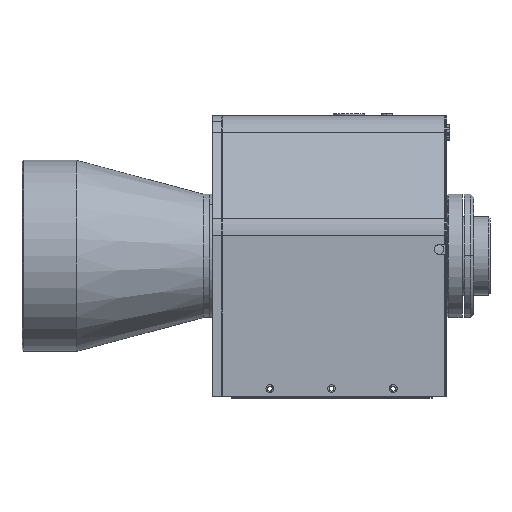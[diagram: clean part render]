
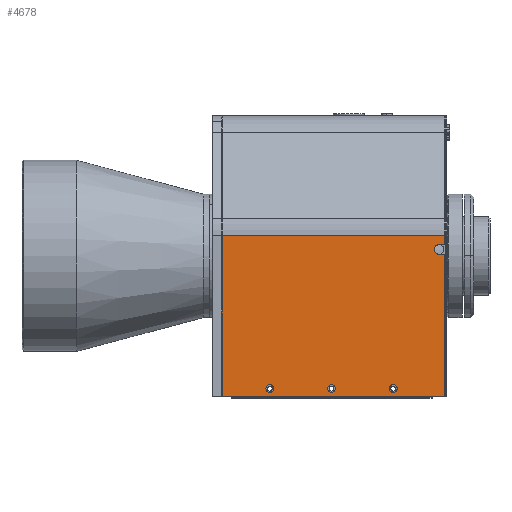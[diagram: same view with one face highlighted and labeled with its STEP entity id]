
A CAD part, top view. The second image highlights one B-rep face of the part: STEP entity #4678.
In plain terms, the highlighted planar face has unit normal (0, 0, 1).
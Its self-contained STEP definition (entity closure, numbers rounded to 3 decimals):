
#55 = CIRCLE ( 'NONE', #13159, 1.5 ) ;
#121 = CIRCLE ( 'NONE', #8580, 1.25 ) ;
#317 = LINE ( 'NONE', #1491, #14455 ) ;
#533 = VECTOR ( 'NONE', #2229, 1000. ) ;
#572 = ORIENTED_EDGE ( 'NONE', *, *, #14257, .F. ) ;
#935 = DIRECTION ( 'NONE',  ( 0., 0., 1. ) ) ;
#1182 = CARTESIAN_POINT ( 'NONE',  ( -43.595, -41.85, 49.002 ) ) ;
#1260 = EDGE_CURVE ( 'NONE', #5550, #13302, #317, .T. ) ;
#1306 = ORIENTED_EDGE ( 'NONE', *, *, #10557, .T. ) ;
#1349 = DIRECTION ( 'NONE',  ( 0., 0., 1. ) ) ;
#1363 = DIRECTION ( 'NONE',  ( 0., 0., 1. ) ) ;
#1491 = CARTESIAN_POINT ( 'NONE',  ( -262.307, -45.6, 49.002 ) ) ;
#1568 = ORIENTED_EDGE ( 'NONE', *, *, #13022, .F. ) ;
#1690 = ORIENTED_EDGE ( 'NONE', *, *, #16509, .F. ) ;
#2131 = LINE ( 'NONE', #2880, #5726 ) ;
#2229 = DIRECTION ( 'NONE',  ( 0., 1., 0. ) ) ;
#2316 = ORIENTED_EDGE ( 'NONE', *, *, #5036, .F. ) ;
#2554 = VECTOR ( 'NONE', #4628, 1000. ) ;
#2746 = VECTOR ( 'NONE', #8854, 1000. ) ;
#2756 = AXIS2_PLACEMENT_3D ( 'NONE', #5462, #15083, #6866 ) ;
#2827 = CARTESIAN_POINT ( 'NONE',  ( -99.07, -45.6, 49.002 ) ) ;
#2880 = CARTESIAN_POINT ( 'NONE',  ( -262.307, 6.452, 49. ) ) ;
#2895 = VECTOR ( 'NONE', #15201, 1000. ) ;
#2911 = DIRECTION ( 'NONE',  ( -1., 0., 0. ) ) ;
#3049 = VERTEX_POINT ( 'NONE', #12905 ) ;
#3052 = CARTESIAN_POINT ( 'NONE',  ( -63.595, -44.35, 49.002 ) ) ;
#3073 = EDGE_CURVE ( 'NONE', #13302, #13939, #13657, .T. ) ;
#3279 = CARTESIAN_POINT ( 'NONE',  ( -26.82, -45.6, 49.002 ) ) ;
#3352 = EDGE_CURVE ( 'NONE', #6414, #10080, #121, .T. ) ;
#3387 = CARTESIAN_POINT ( 'NONE',  ( -83.595, -43.1, 49.002 ) ) ;
#3608 = CARTESIAN_POINT ( 'NONE',  ( -99.07, 6.452, 49. ) ) ;
#3652 = EDGE_CURVE ( 'NONE', #12190, #17587, #14052, .T. ) ;
#3832 = VERTEX_POINT ( 'NONE', #10803 ) ;
#3909 = CARTESIAN_POINT ( 'NONE',  ( -63.595, -41.85, 49.002 ) ) ;
#3937 = CARTESIAN_POINT ( 'NONE',  ( -83.595, -41.85, 49.002 ) ) ;
#4052 = CARTESIAN_POINT ( 'NONE',  ( -63.595, -43.1, 49.002 ) ) ;
#4247 = CARTESIAN_POINT ( 'NONE',  ( -28.82, 3.502, 49. ) ) ;
#4253 = VERTEX_POINT ( 'NONE', #1182 ) ;
#4308 = VERTEX_POINT ( 'NONE', #5372 ) ;
#4628 = DIRECTION ( 'NONE',  ( 1., 0., 0. ) ) ;
#4678 = ADVANCED_FACE ( 'NONE', ( #11884, #12280, #4996, #15497 ), #12039, .F. ) ;
#4749 = DIRECTION ( 'NONE',  ( 0., 1., 0. ) ) ;
#4845 = CARTESIAN_POINT ( 'NONE',  ( -26.82, 6.452, 49. ) ) ;
#4890 = ORIENTED_EDGE ( 'NONE', *, *, #15285, .F. ) ;
#4996 = FACE_BOUND ( 'NONE', #9264, .T. ) ;
#5036 = EDGE_CURVE ( 'NONE', #12030, #3049, #55, .T. ) ;
#5360 = DIRECTION ( 'NONE',  ( 0., 0., -1. ) ) ;
#5372 = CARTESIAN_POINT ( 'NONE',  ( -26.82, 3.502, 49. ) ) ;
#5402 = DIRECTION ( 'NONE',  ( 0., 1., 0. ) ) ;
#5462 = CARTESIAN_POINT ( 'NONE',  ( -63.595, -43.1, 49.002 ) ) ;
#5471 = EDGE_LOOP ( 'NONE', ( #2316, #7073, #1306, #8341, #5622, #15237, #13536, #7695 ) ) ;
#5550 = VERTEX_POINT ( 'NONE', #15749 ) ;
#5587 = DIRECTION ( 'NONE',  ( 1., 0., 0. ) ) ;
#5622 = ORIENTED_EDGE ( 'NONE', *, *, #10855, .T. ) ;
#5682 = DIRECTION ( 'NONE',  ( 0., 0., 1. ) ) ;
#5705 = CIRCLE ( 'NONE', #9809, 1.25 ) ;
#5726 = VECTOR ( 'NONE', #13807, 1000. ) ;
#6238 = CARTESIAN_POINT ( 'NONE',  ( -83.595, -44.35, 49.002 ) ) ;
#6414 = VERTEX_POINT ( 'NONE', #3052 ) ;
#6624 = EDGE_LOOP ( 'NONE', ( #1690, #572 ) ) ;
#6866 = DIRECTION ( 'NONE',  ( 0., 1., 0. ) ) ;
#7073 = ORIENTED_EDGE ( 'NONE', *, *, #8517, .F. ) ;
#7347 = ORIENTED_EDGE ( 'NONE', *, *, #3652, .F. ) ;
#7453 = CARTESIAN_POINT ( 'NONE',  ( -26.82, -45.6, 49.002 ) ) ;
#7657 = EDGE_LOOP ( 'NONE', ( #1568, #13096 ) ) ;
#7695 = ORIENTED_EDGE ( 'NONE', *, *, #15236, .F. ) ;
#7818 = LINE ( 'NONE', #14546, #533 ) ;
#8136 = CIRCLE ( 'NONE', #2756, 1.25 ) ;
#8341 = ORIENTED_EDGE ( 'NONE', *, *, #15097, .F. ) ;
#8517 = EDGE_CURVE ( 'NONE', #4308, #12030, #13711, .T. ) ;
#8580 = AXIS2_PLACEMENT_3D ( 'NONE', #4052, #13641, #5402 ) ;
#8854 = DIRECTION ( 'NONE',  ( 0., 1., 0. ) ) ;
#9119 = CARTESIAN_POINT ( 'NONE',  ( -28.82, 2.002, 49. ) ) ;
#9264 = EDGE_LOOP ( 'NONE', ( #4890, #7347 ) ) ;
#9554 = CARTESIAN_POINT ( 'NONE',  ( -43.595, -43.1, 49.002 ) ) ;
#9562 = CARTESIAN_POINT ( 'NONE',  ( -43.595, -43.1, 49.002 ) ) ;
#9809 = AXIS2_PLACEMENT_3D ( 'NONE', #3387, #12939, #4749 ) ;
#10080 = VERTEX_POINT ( 'NONE', #3909 ) ;
#10101 = VECTOR ( 'NONE', #2911, 1000. ) ;
#10502 = DIRECTION ( 'NONE',  ( 0., 1., 0. ) ) ;
#10557 = EDGE_CURVE ( 'NONE', #4308, #15866, #7818, .T. ) ;
#10803 = CARTESIAN_POINT ( 'NONE',  ( -43.595, -44.35, 49.002 ) ) ;
#10855 = EDGE_CURVE ( 'NONE', #12222, #5550, #13792, .T. ) ;
#10925 = DIRECTION ( 'NONE',  ( 0., 1., 0. ) ) ;
#10936 = DIRECTION ( 'NONE',  ( 0., 1., 0. ) ) ;
#11681 = AXIS2_PLACEMENT_3D ( 'NONE', #13605, #5360, #14975 ) ;
#11884 = FACE_BOUND ( 'NONE', #6624, .T. ) ;
#12030 = VERTEX_POINT ( 'NONE', #16740 ) ;
#12039 = PLANE ( 'NONE',  #11681 ) ;
#12190 = VERTEX_POINT ( 'NONE', #6238 ) ;
#12222 = VERTEX_POINT ( 'NONE', #3608 ) ;
#12280 = FACE_BOUND ( 'NONE', #7657, .T. ) ;
#12905 = CARTESIAN_POINT ( 'NONE',  ( -28.82, 0.502, 49. ) ) ;
#12939 = DIRECTION ( 'NONE',  ( 0., 0., 1. ) ) ;
#13022 = EDGE_CURVE ( 'NONE', #10080, #6414, #8136, .T. ) ;
#13096 = ORIENTED_EDGE ( 'NONE', *, *, #3352, .F. ) ;
#13159 = AXIS2_PLACEMENT_3D ( 'NONE', #9119, #935, #10502 ) ;
#13302 = VERTEX_POINT ( 'NONE', #3279 ) ;
#13536 = ORIENTED_EDGE ( 'NONE', *, *, #3073, .T. ) ;
#13605 = CARTESIAN_POINT ( 'NONE',  ( -262.307, -45.6, 49.002 ) ) ;
#13641 = DIRECTION ( 'NONE',  ( 0., 0., 1. ) ) ;
#13657 = LINE ( 'NONE', #7453, #2746 ) ;
#13711 = LINE ( 'NONE', #4247, #10101 ) ;
#13792 = LINE ( 'NONE', #2827, #2895 ) ;
#13807 = DIRECTION ( 'NONE',  ( 1., 0., 0. ) ) ;
#13916 = CARTESIAN_POINT ( 'NONE',  ( -83.595, -43.1, 49.002 ) ) ;
#13939 = VERTEX_POINT ( 'NONE', #15465 ) ;
#14005 = CIRCLE ( 'NONE', #14740, 1.25 ) ;
#14052 = CIRCLE ( 'NONE', #16529, 1.25 ) ;
#14206 = CARTESIAN_POINT ( 'NONE',  ( -28.82, 0.502, 49. ) ) ;
#14257 = EDGE_CURVE ( 'NONE', #3832, #4253, #17510, .T. ) ;
#14455 = VECTOR ( 'NONE', #5587, 1000. ) ;
#14546 = CARTESIAN_POINT ( 'NONE',  ( -26.82, -45.6, 49.002 ) ) ;
#14740 = AXIS2_PLACEMENT_3D ( 'NONE', #9562, #1363, #10936 ) ;
#14975 = DIRECTION ( 'NONE',  ( 0., -1., 0. ) ) ;
#15083 = DIRECTION ( 'NONE',  ( 0., 0., 1. ) ) ;
#15097 = EDGE_CURVE ( 'NONE', #12222, #15866, #2131, .T. ) ;
#15201 = DIRECTION ( 'NONE',  ( 0., -1., 0. ) ) ;
#15236 = EDGE_CURVE ( 'NONE', #3049, #13939, #16686, .T. ) ;
#15237 = ORIENTED_EDGE ( 'NONE', *, *, #1260, .T. ) ;
#15285 = EDGE_CURVE ( 'NONE', #17587, #12190, #5705, .T. ) ;
#15308 = DIRECTION ( 'NONE',  ( 0., 1., 0. ) ) ;
#15465 = CARTESIAN_POINT ( 'NONE',  ( -26.82, 0.502, 49. ) ) ;
#15497 = FACE_OUTER_BOUND ( 'NONE', #5471, .T. ) ;
#15749 = CARTESIAN_POINT ( 'NONE',  ( -99.07, -45.6, 49.002 ) ) ;
#15866 = VERTEX_POINT ( 'NONE', #4845 ) ;
#16428 = AXIS2_PLACEMENT_3D ( 'NONE', #9554, #1349, #10925 ) ;
#16509 = EDGE_CURVE ( 'NONE', #4253, #3832, #14005, .T. ) ;
#16529 = AXIS2_PLACEMENT_3D ( 'NONE', #13916, #5682, #15308 ) ;
#16686 = LINE ( 'NONE', #14206, #2554 ) ;
#16740 = CARTESIAN_POINT ( 'NONE',  ( -28.82, 3.502, 49. ) ) ;
#17510 = CIRCLE ( 'NONE', #16428, 1.25 ) ;
#17587 = VERTEX_POINT ( 'NONE', #3937 ) ;
